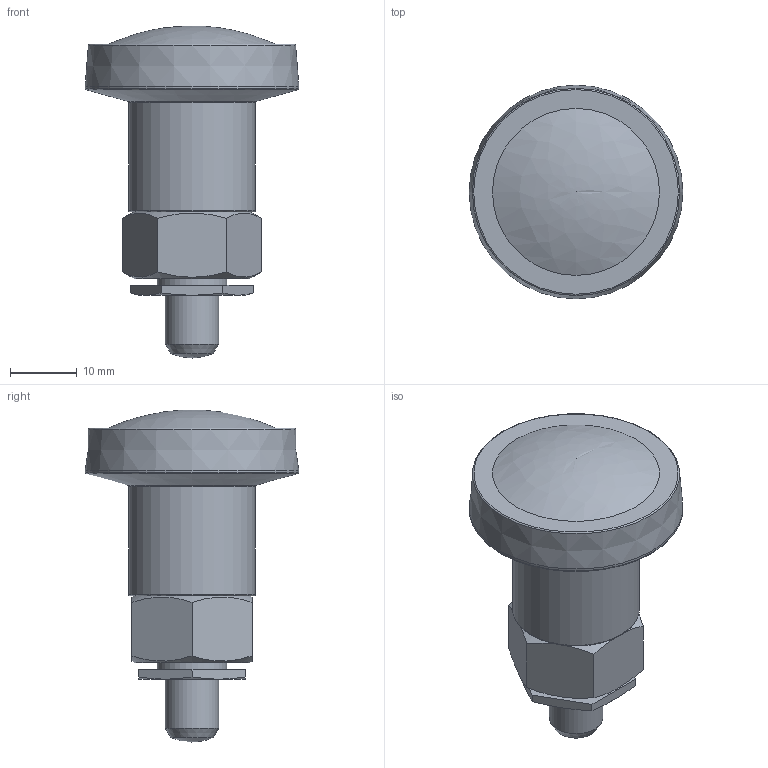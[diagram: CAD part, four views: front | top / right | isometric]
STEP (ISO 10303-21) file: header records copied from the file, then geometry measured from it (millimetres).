
FILE_DESCRIPTION( ( 'Unknown' ), '1' );
FILE_NAME( '6394665_PPDA_8x12.stp', 'Unknown', ( 'Unknown' ), ( 'Unknown' ), 'PSStep 14.0', 'Unknown', ' ' );
FILE_SCHEMA( ( 'AUTOMOTIVE_DESIGN { 1 0 10303 214 1 1 1 1 }' ) );
Length unit declared in the file: millimetre
Products named in the file (1): 8900452
Bounding box: 32 x 32 x 49.7 mm (x, y, z)
Volume: 14460.6 mm3; surface area: 7047.8 mm2
Topology: 1 solids, 9 shells, 97 faces, 231 edges, 149 vertices
Faces by surface type: plane 45, cone 29, cylinder 17, torus 4, sphere 1, bspline 1
Full cylindrical faces by diameter (mm): 4.8 x6, 5 x2, 8 x2, 8.1 x1, 10.376 x1, 10.4 x1, 11.65 x1, 12 x1, 19 x1, 32 x1
Entity records: 3351 total; most frequent: CARTESIAN_POINT 612, DIRECTION 408, ORIENTED_EDGE 330, AXIS2_PLACEMENT_3D 178, EDGE_CURVE 165, EDGE_LOOP 154, VERTEX_POINT 126, FACE_OUTER_BOUND 118
